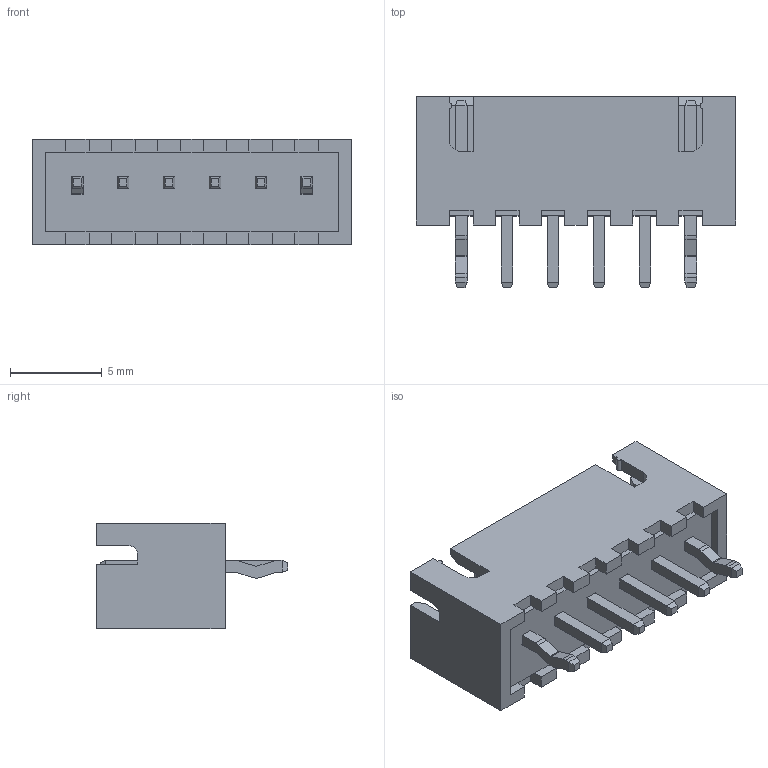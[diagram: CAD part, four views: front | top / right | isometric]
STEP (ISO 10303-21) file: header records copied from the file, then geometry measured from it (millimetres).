
FILE_DESCRIPTION (( 'STEP AP214' ), '1' );
FILE_NAME ('B6B-XH-A-LFSN.STEP', '2023-11-14T13:42:44', ( '' ), ( '' ), 'SwSTEP 2.0', 'SolidWorks 2021', '' );
FILE_SCHEMA (( 'AUTOMOTIVE_DESIGN' ));
Length unit declared in the file: millimetre
Products named in the file (2): B6B-XH-A-LFSN; BxB-XH-A_06
Assembly tree (1 placements, depth 2):
  B6B-XH-A-LFSN
    BxB-XH-A_06
Bounding box: 17.4 x 10.4 x 5.75 mm (x, y, z)
Volume: 265.1 mm3; surface area: 924.9 mm2
Topology: 7 solids, 7 shells, 251 faces, 635 edges, 398 vertices
Faces by surface type: plane 232, cylinder 19
Entity records: 7462 total; most frequent: CARTESIAN_POINT 1297, ORIENTED_EDGE 1270, DIRECTION 1179, EDGE_CURVE 635, VECTOR 595, LINE 595, VERTEX_POINT 398, AXIS2_PLACEMENT_3D 292
